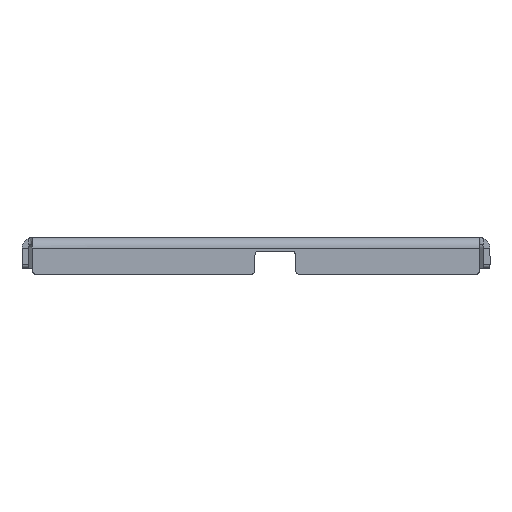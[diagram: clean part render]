
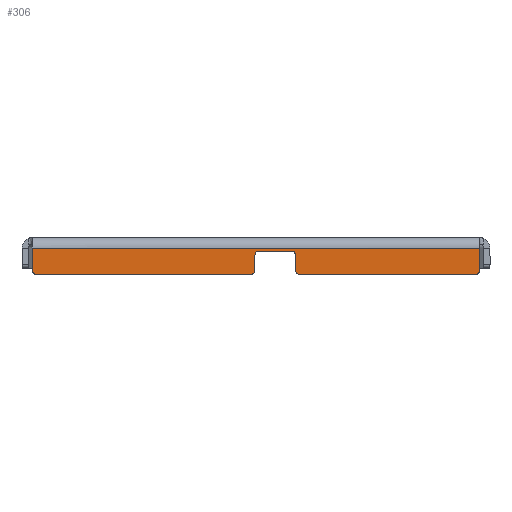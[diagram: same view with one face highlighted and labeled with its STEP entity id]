
A CAD part, front view. The second image highlights one B-rep face of the part: STEP entity #306.
In plain terms, the highlighted planar face has unit normal (0, -1, 0).
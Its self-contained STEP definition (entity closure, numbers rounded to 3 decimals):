
#27 = ORIENTED_EDGE ( 'NONE', *, *, #1417, .T. ) ;
#29 = VECTOR ( 'NONE', #1442, 1000. ) ;
#55 = CIRCLE ( 'NONE', #1542, 2. ) ;
#93 = LINE ( 'NONE', #1668, #969 ) ;
#99 = EDGE_CURVE ( 'NONE', #1912, #2114, #681, .T. ) ;
#102 = CARTESIAN_POINT ( 'NONE',  ( 110.515, -70.749, -12.894 ) ) ;
#115 = VERTEX_POINT ( 'NONE', #929 ) ;
#159 = EDGE_CURVE ( 'NONE', #2346, #1599, #93, .T. ) ;
#181 = DIRECTION ( 'NONE',  ( 0., 0., 1. ) ) ;
#182 = ORIENTED_EDGE ( 'NONE', *, *, #500, .T. ) ;
#188 = CARTESIAN_POINT ( 'NONE',  ( 1.485, -70.749, -5.394 ) ) ;
#241 = ORIENTED_EDGE ( 'NONE', *, *, #2310, .T. ) ;
#276 = CARTESIAN_POINT ( 'NONE',  ( 19.485, -70.749, -12.894 ) ) ;
#306 = ADVANCED_FACE ( 'NONE', ( #1859 ), #1549, .F. ) ;
#334 = CARTESIAN_POINT ( 'NONE',  ( 110.515, -70.749, 0. ) ) ;
#340 = AXIS2_PLACEMENT_3D ( 'NONE', #605, #1193, #2252 ) ;
#343 = ORIENTED_EDGE ( 'NONE', *, *, #2239, .F. ) ;
#401 = CARTESIAN_POINT ( 'NONE',  ( 108.515, -70.749, -14.894 ) ) ;
#447 = ORIENTED_EDGE ( 'NONE', *, *, #159, .T. ) ;
#476 = ORIENTED_EDGE ( 'NONE', *, *, #99, .T. ) ;
#495 = VECTOR ( 'NONE', #1104, 1000. ) ;
#500 = EDGE_CURVE ( 'NONE', #1247, #115, #1598, .T. ) ;
#503 = CARTESIAN_POINT ( 'NONE',  ( 21.485, -70.749, -14.894 ) ) ;
#533 = CARTESIAN_POINT ( 'NONE',  ( -108.515, -70.749, -14.894 ) ) ;
#547 = EDGE_CURVE ( 'NONE', #1599, #947, #1941, .T. ) ;
#550 = DIRECTION ( 'NONE',  ( 1., 0., 0. ) ) ;
#592 = VECTOR ( 'NONE', #2203, 1000. ) ;
#605 = CARTESIAN_POINT ( 'NONE',  ( 108.515, -70.749, -12.894 ) ) ;
#609 = DIRECTION ( 'NONE',  ( 0., 1., 0. ) ) ;
#620 = CIRCLE ( 'NONE', #654, 2. ) ;
#654 = AXIS2_PLACEMENT_3D ( 'NONE', #188, #1426, #1788 ) ;
#681 = LINE ( 'NONE', #941, #495 ) ;
#702 = CARTESIAN_POINT ( 'NONE',  ( 0., -70.749, -14.894 ) ) ;
#723 = DIRECTION ( 'NONE',  ( 0., 1., 0. ) ) ;
#729 = CARTESIAN_POINT ( 'NONE',  ( -2.515, -70.749, -12.894 ) ) ;
#739 = ORIENTED_EDGE ( 'NONE', *, *, #1474, .T. ) ;
#774 = VERTEX_POINT ( 'NONE', #1764 ) ;
#825 = VERTEX_POINT ( 'NONE', #102 ) ;
#840 = ORIENTED_EDGE ( 'NONE', *, *, #547, .T. ) ;
#866 = ORIENTED_EDGE ( 'NONE', *, *, #1913, .T. ) ;
#906 = CARTESIAN_POINT ( 'NONE',  ( -110.515, -70.749, 0. ) ) ;
#908 = DIRECTION ( 'NONE',  ( 0., 0., 1. ) ) ;
#911 = DIRECTION ( 'NONE',  ( 0., 0., 1. ) ) ;
#920 = DIRECTION ( 'NONE',  ( 0., -1., 0. ) ) ;
#929 = CARTESIAN_POINT ( 'NONE',  ( -110.515, -70.749, -12.894 ) ) ;
#933 = CIRCLE ( 'NONE', #1513, 2. ) ;
#941 = CARTESIAN_POINT ( 'NONE',  ( 0., -70.749, -14.894 ) ) ;
#947 = VERTEX_POINT ( 'NONE', #2344 ) ;
#954 = VERTEX_POINT ( 'NONE', #533 ) ;
#969 = VECTOR ( 'NONE', #550, 1000. ) ;
#978 = VERTEX_POINT ( 'NONE', #1656 ) ;
#1007 = CARTESIAN_POINT ( 'NONE',  ( 17.485, -70.749, -3.394 ) ) ;
#1061 = EDGE_CURVE ( 'NONE', #2164, #1912, #1686, .T. ) ;
#1067 = CARTESIAN_POINT ( 'NONE',  ( -0.515, -70.749, -14.894 ) ) ;
#1074 = DIRECTION ( 'NONE',  ( 0., 0., 1. ) ) ;
#1104 = DIRECTION ( 'NONE',  ( 1., 0., 0. ) ) ;
#1170 = CARTESIAN_POINT ( 'NONE',  ( 0., -70.749, 0. ) ) ;
#1189 = ORIENTED_EDGE ( 'NONE', *, *, #1840, .T. ) ;
#1191 = VECTOR ( 'NONE', #1658, 1000. ) ;
#1193 = DIRECTION ( 'NONE',  ( 0., -1., 0. ) ) ;
#1214 = VERTEX_POINT ( 'NONE', #2300 ) ;
#1230 = VERTEX_POINT ( 'NONE', #1590 ) ;
#1247 = VERTEX_POINT ( 'NONE', #1420 ) ;
#1341 = DIRECTION ( 'NONE',  ( 0., -1., 0. ) ) ;
#1386 = AXIS2_PLACEMENT_3D ( 'NONE', #1865, #920, #1488 ) ;
#1396 = EDGE_CURVE ( 'NONE', #1230, #2346, #620, .T. ) ;
#1417 = EDGE_CURVE ( 'NONE', #1214, #1230, #2191, .T. ) ;
#1420 = CARTESIAN_POINT ( 'NONE',  ( -110.515, -70.749, -2. ) ) ;
#1426 = DIRECTION ( 'NONE',  ( 0., 1., 0. ) ) ;
#1439 = VECTOR ( 'NONE', #181, 1000. ) ;
#1442 = DIRECTION ( 'NONE',  ( 1., 0., 0. ) ) ;
#1473 = DIRECTION ( 'NONE',  ( 0., 0., -1. ) ) ;
#1474 = EDGE_CURVE ( 'NONE', #947, #2164, #1627, .T. ) ;
#1480 = AXIS2_PLACEMENT_3D ( 'NONE', #2366, #723, #911 ) ;
#1488 = DIRECTION ( 'NONE',  ( 0., 0., 1. ) ) ;
#1499 = EDGE_CURVE ( 'NONE', #115, #954, #933, .T. ) ;
#1502 = CARTESIAN_POINT ( 'NONE',  ( -108.515, -70.749, -12.894 ) ) ;
#1509 = LINE ( 'NONE', #1855, #1191 ) ;
#1513 = AXIS2_PLACEMENT_3D ( 'NONE', #1502, #1341, #1687 ) ;
#1527 = EDGE_CURVE ( 'NONE', #2114, #825, #1578, .T. ) ;
#1542 = AXIS2_PLACEMENT_3D ( 'NONE', #729, #1637, #908 ) ;
#1549 = PLANE ( 'NONE',  #2134 ) ;
#1578 = CIRCLE ( 'NONE', #340, 2. ) ;
#1590 = CARTESIAN_POINT ( 'NONE',  ( -0.515, -70.749, -5.394 ) ) ;
#1598 = LINE ( 'NONE', #906, #2113 ) ;
#1599 = VERTEX_POINT ( 'NONE', #1007 ) ;
#1627 = LINE ( 'NONE', #2233, #592 ) ;
#1637 = DIRECTION ( 'NONE',  ( 0., -1., 0. ) ) ;
#1656 = CARTESIAN_POINT ( 'NONE',  ( 110.515, -70.749, -2. ) ) ;
#1658 = DIRECTION ( 'NONE',  ( 1., 0., 0. ) ) ;
#1668 = CARTESIAN_POINT ( 'NONE',  ( -0.515, -70.749, -3.394 ) ) ;
#1680 = CARTESIAN_POINT ( 'NONE',  ( 1.485, -70.749, -3.394 ) ) ;
#1684 = VECTOR ( 'NONE', #1074, 1000. ) ;
#1686 = CIRCLE ( 'NONE', #1386, 2. ) ;
#1687 = DIRECTION ( 'NONE',  ( 0., 0., 1. ) ) ;
#1717 = EDGE_LOOP ( 'NONE', ( #739, #2030, #476, #2075, #866, #343, #182, #2211, #1189, #241, #27, #2071, #447, #840 ) ) ;
#1764 = CARTESIAN_POINT ( 'NONE',  ( -2.515, -70.749, -14.894 ) ) ;
#1788 = DIRECTION ( 'NONE',  ( 0., 0., 1. ) ) ;
#1840 = EDGE_CURVE ( 'NONE', #954, #774, #2109, .T. ) ;
#1855 = CARTESIAN_POINT ( 'NONE',  ( 110.515, -70.749, -2. ) ) ;
#1859 = FACE_OUTER_BOUND ( 'NONE', #1717, .T. ) ;
#1865 = CARTESIAN_POINT ( 'NONE',  ( 21.485, -70.749, -12.894 ) ) ;
#1912 = VERTEX_POINT ( 'NONE', #503 ) ;
#1913 = EDGE_CURVE ( 'NONE', #825, #978, #2021, .T. ) ;
#1941 = CIRCLE ( 'NONE', #1480, 2. ) ;
#2021 = LINE ( 'NONE', #334, #1684 ) ;
#2030 = ORIENTED_EDGE ( 'NONE', *, *, #1061, .T. ) ;
#2071 = ORIENTED_EDGE ( 'NONE', *, *, #1396, .T. ) ;
#2072 = DIRECTION ( 'NONE',  ( 0., 0., 1. ) ) ;
#2075 = ORIENTED_EDGE ( 'NONE', *, *, #1527, .T. ) ;
#2109 = LINE ( 'NONE', #702, #29 ) ;
#2113 = VECTOR ( 'NONE', #1473, 1000. ) ;
#2114 = VERTEX_POINT ( 'NONE', #401 ) ;
#2134 = AXIS2_PLACEMENT_3D ( 'NONE', #1170, #609, #2072 ) ;
#2164 = VERTEX_POINT ( 'NONE', #276 ) ;
#2191 = LINE ( 'NONE', #1067, #1439 ) ;
#2203 = DIRECTION ( 'NONE',  ( 0., 0., -1. ) ) ;
#2211 = ORIENTED_EDGE ( 'NONE', *, *, #1499, .T. ) ;
#2233 = CARTESIAN_POINT ( 'NONE',  ( 19.485, -70.749, -14.894 ) ) ;
#2239 = EDGE_CURVE ( 'NONE', #1247, #978, #1509, .T. ) ;
#2252 = DIRECTION ( 'NONE',  ( 0., 0., 1. ) ) ;
#2300 = CARTESIAN_POINT ( 'NONE',  ( -0.515, -70.749, -12.894 ) ) ;
#2310 = EDGE_CURVE ( 'NONE', #774, #1214, #55, .T. ) ;
#2344 = CARTESIAN_POINT ( 'NONE',  ( 19.485, -70.749, -5.394 ) ) ;
#2346 = VERTEX_POINT ( 'NONE', #1680 ) ;
#2366 = CARTESIAN_POINT ( 'NONE',  ( 17.485, -70.749, -5.394 ) ) ;
